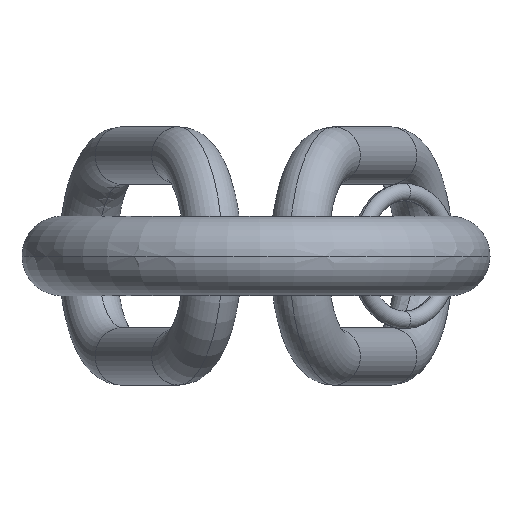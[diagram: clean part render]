
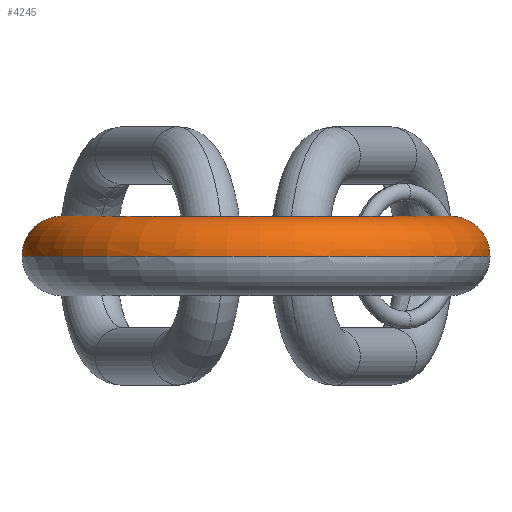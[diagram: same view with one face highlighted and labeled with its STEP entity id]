
A CAD part, left-side view. The second image highlights one B-rep face of the part: STEP entity #4245.
In plain terms, the highlighted toroidal (fillet/blend) face has major radius 88 mm and minor radius 18 mm.
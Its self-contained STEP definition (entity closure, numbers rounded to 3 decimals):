
#991=CARTESIAN_POINT('',(-120.,88.,0.));
#992=DIRECTION('',(-1.,0.,0.));
#993=DIRECTION('',(0.,-1.,0.));
#994=AXIS2_PLACEMENT_3D('',#991,#992,#993);
#1009=CARTESIAN_POINT('',(-120.,-88.,0.));
#1010=DIRECTION('',(1.,0.,0.));
#1011=DIRECTION('',(0.,1.,0.));
#1012=AXIS2_PLACEMENT_3D('',#1009,#1010,#1011);
#1014=CARTESIAN_POINT('',(-120.,-106.,0.));
#1015=CARTESIAN_POINT('',(-125.55,-106.,0.));
#1016=CARTESIAN_POINT('',(-136.65,-105.126,
0.));
#1017=CARTESIAN_POINT('',(-152.891,-101.227,
0.));
#1018=CARTESIAN_POINT('',(-168.321,-94.836,
0.));
#1019=CARTESIAN_POINT('',(-182.562,-86.109,
0.));
#1020=CARTESIAN_POINT('',(-195.262,-75.262,
0.));
#1021=CARTESIAN_POINT('',(-206.109,-62.562,
0.));
#1022=CARTESIAN_POINT('',(-214.836,-48.321,
0.));
#1023=CARTESIAN_POINT('',(-221.227,-32.891,
0.));
#1024=CARTESIAN_POINT('',(-225.126,-16.65,
0.));
#1025=CARTESIAN_POINT('',(-226.437,0.,
0.));
#1026=CARTESIAN_POINT('',(-225.126,16.65,
0.));
#1027=CARTESIAN_POINT('',(-221.227,32.891,
0.));
#1028=CARTESIAN_POINT('',(-214.836,48.321,
0.));
#1029=CARTESIAN_POINT('',(-206.109,62.562,
0.));
#1030=CARTESIAN_POINT('',(-195.262,75.262,
0.));
#1031=CARTESIAN_POINT('',(-182.562,86.109,
0.));
#1032=CARTESIAN_POINT('',(-168.321,94.836,
0.));
#1033=CARTESIAN_POINT('',(-152.891,101.227,
0.));
#1034=CARTESIAN_POINT('',(-136.65,105.126,
0.));
#1035=CARTESIAN_POINT('',(-125.55,106.,0.));
#1036=CARTESIAN_POINT('',(-120.,106.,0.));
#1038=CARTESIAN_POINT('',(-120.,70.,0.));
#1039=CARTESIAN_POINT('',(-124.072,70.,0.));
#1040=CARTESIAN_POINT('',(-132.217,69.287,
0.));
#1041=CARTESIAN_POINT('',(-144.063,66.113,
0.));
#1042=CARTESIAN_POINT('',(-155.178,60.93,
0.));
#1043=CARTESIAN_POINT('',(-165.224,53.896,
0.));
#1044=CARTESIAN_POINT('',(-173.896,45.224,0.));
#1045=CARTESIAN_POINT('',(-180.93,35.178,0.));
#1046=CARTESIAN_POINT('',(-186.113,24.063,0.));
#1047=CARTESIAN_POINT('',(-189.287,12.217,0.));
#1048=CARTESIAN_POINT('',(-190.356,0.,0.));
#1049=CARTESIAN_POINT('',(-189.287,-12.217,0.));
#1050=CARTESIAN_POINT('',(-186.113,-24.063,0.));
#1051=CARTESIAN_POINT('',(-180.93,-35.178,0.));
#1052=CARTESIAN_POINT('',(-173.896,-45.224,0.));
#1053=CARTESIAN_POINT('',(-165.224,-53.896,
0.));
#1054=CARTESIAN_POINT('',(-155.178,-60.93,
0.));
#1055=CARTESIAN_POINT('',(-144.063,-66.113,
0.));
#1056=CARTESIAN_POINT('',(-132.217,-69.287,
0.));
#1057=CARTESIAN_POINT('',(-124.072,-70.,0.));
#1058=CARTESIAN_POINT('',(-120.,-70.,0.));
#2982=CARTESIAN_POINT('',(-120.,106.,0.));
#2984=VERTEX_POINT('',#2982);
#2987=CARTESIAN_POINT('',(-120.,70.,0.));
#2989=VERTEX_POINT('',#2987);
#2990=VERTEX_POINT('',#1014);
#2991=VERTEX_POINT('',#1058);
#4232=CARTESIAN_POINT('',(-120.,0.,0.));
#4233=DIRECTION('',(0.,0.,-1.));
#4234=DIRECTION('',(0.,1.,0.));
#4235=AXIS2_PLACEMENT_3D('',#4232,#4233,#4234);
#4236=TOROIDAL_SURFACE('',#4235,88.,18.);
#4237=ORIENTED_EDGE('',*,*,#3828,.T.);
#4239=ORIENTED_EDGE('',*,*,#4238,.T.);
#4240=ORIENTED_EDGE('',*,*,#4222,.F.);
#4242=ORIENTED_EDGE('',*,*,#4241,.T.);
#4243=EDGE_LOOP('',(#4237,#4239,#4240,#4242));
#4244=FACE_OUTER_BOUND('',#4243,.F.);
#4245=ADVANCED_FACE('',(#4244),#4236,.T.);
#995=CIRCLE('',#994,18.);
#1013=CIRCLE('',#1012,18.);
#1037=B_SPLINE_CURVE_WITH_KNOTS('',3,(#1014,#1015,#1016,#1017,#1018,#1019,#1020,
#1021,#1022,#1023,#1024,#1025,#1026,#1027,#1028,#1029,#1030,#1031,#1032,#1033,
#1034,#1035,#1036),.UNSPECIFIED.,.F.,.F.,(4,1,1,1,1,1,1,1,1,1,1,1,1,1,1,1,1,1,1,
1,4),(0.,0.05,0.1,0.15,0.2,0.25,0.3,0.35,0.4,0.45,0.5,
0.55,0.6,0.65,0.7,0.75,0.8,0.85,0.9,0.95,1.),.UNSPECIFIED.);
#1059=B_SPLINE_CURVE_WITH_KNOTS('',3,(#1038,#1039,#1040,#1041,#1042,#1043,#1044,
#1045,#1046,#1047,#1048,#1049,#1050,#1051,#1052,#1053,#1054,#1055,#1056,#1057,
#1058),.UNSPECIFIED.,.F.,.F.,(4,1,1,1,1,1,1,1,1,1,1,1,1,1,1,1,1,1,4),(0.,
0.056,0.111,0.167,0.222,
0.278,0.333,0.389,0.444,0.5,
0.556,0.611,0.667,0.722,
0.778,0.833,0.889,0.944,1.),
.UNSPECIFIED.);
#3828=EDGE_CURVE('',#2991,#2990,#1013,.T.);
#4222=EDGE_CURVE('',#2989,#2984,#995,.T.);
#4238=EDGE_CURVE('',#2990,#2984,#1037,.T.);
#4241=EDGE_CURVE('',#2989,#2991,#1059,.T.);
